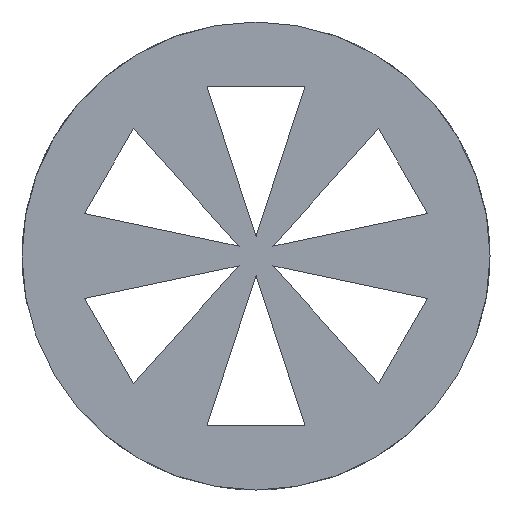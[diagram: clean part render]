
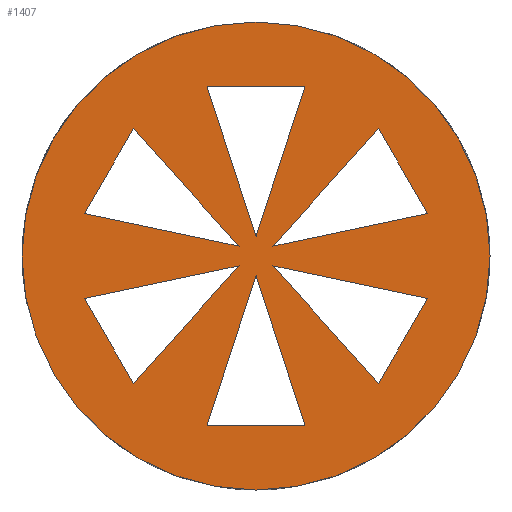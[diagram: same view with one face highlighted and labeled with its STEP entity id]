
A CAD part, front view. The second image highlights one B-rep face of the part: STEP entity #1407.
In plain terms, the highlighted planar face has unit normal (0, -1, 0).
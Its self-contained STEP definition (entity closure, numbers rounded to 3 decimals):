
#89=LINE('',#2455,#215);
#92=LINE('',#2461,#218);
#95=LINE('',#2465,#221);
#98=LINE('',#2473,#224);
#101=LINE('',#2479,#227);
#104=LINE('',#2483,#230);
#107=LINE('',#2491,#233);
#110=LINE('',#2497,#236);
#113=LINE('',#2501,#239);
#116=LINE('',#2509,#242);
#119=LINE('',#2515,#245);
#122=LINE('',#2519,#248);
#125=LINE('',#2527,#251);
#128=LINE('',#2533,#254);
#131=LINE('',#2537,#257);
#134=LINE('',#2545,#260);
#137=LINE('',#2551,#263);
#140=LINE('',#2555,#266);
#215=VECTOR('',#1852,10.);
#218=VECTOR('',#1857,10.);
#221=VECTOR('',#1862,10.);
#224=VECTOR('',#1867,10.);
#227=VECTOR('',#1872,10.);
#230=VECTOR('',#1877,10.);
#233=VECTOR('',#1882,10.);
#236=VECTOR('',#1887,10.);
#239=VECTOR('',#1892,10.);
#242=VECTOR('',#1897,10.);
#245=VECTOR('',#1902,10.);
#248=VECTOR('',#1907,10.);
#251=VECTOR('',#1912,10.);
#254=VECTOR('',#1917,10.);
#257=VECTOR('',#1922,10.);
#260=VECTOR('',#1927,10.);
#263=VECTOR('',#1932,10.);
#266=VECTOR('',#1937,10.);
#322=PLANE('',#1552);
#344=FACE_BOUND('',#512,.T.);
#345=FACE_BOUND('',#513,.T.);
#346=FACE_BOUND('',#514,.T.);
#347=FACE_BOUND('',#515,.T.);
#348=FACE_BOUND('',#516,.T.);
#349=FACE_BOUND('',#517,.T.);
#426=FACE_OUTER_BOUND('',#511,.T.);
#511=EDGE_LOOP('',(#1315));
#512=EDGE_LOOP('',(#1316,#1317,#1318));
#513=EDGE_LOOP('',(#1319,#1320,#1321));
#514=EDGE_LOOP('',(#1322,#1323,#1324));
#515=EDGE_LOOP('',(#1325,#1326,#1327));
#516=EDGE_LOOP('',(#1328,#1329,#1330));
#517=EDGE_LOOP('',(#1331,#1332,#1333));
#556=CIRCLE('',#1483,45.5);
#632=VERTEX_POINT('',#2253);
#690=VERTEX_POINT('',#2452);
#691=VERTEX_POINT('',#2454);
#693=VERTEX_POINT('',#2460);
#696=VERTEX_POINT('',#2470);
#697=VERTEX_POINT('',#2472);
#699=VERTEX_POINT('',#2478);
#702=VERTEX_POINT('',#2488);
#703=VERTEX_POINT('',#2490);
#705=VERTEX_POINT('',#2496);
#708=VERTEX_POINT('',#2506);
#709=VERTEX_POINT('',#2508);
#711=VERTEX_POINT('',#2514);
#714=VERTEX_POINT('',#2524);
#715=VERTEX_POINT('',#2526);
#717=VERTEX_POINT('',#2532);
#720=VERTEX_POINT('',#2542);
#721=VERTEX_POINT('',#2544);
#723=VERTEX_POINT('',#2550);
#790=EDGE_CURVE('',#632,#632,#556,.T.);
#876=EDGE_CURVE('',#691,#690,#89,.T.);
#879=EDGE_CURVE('',#693,#691,#92,.T.);
#882=EDGE_CURVE('',#690,#693,#95,.T.);
#885=EDGE_CURVE('',#697,#696,#98,.T.);
#888=EDGE_CURVE('',#699,#697,#101,.T.);
#891=EDGE_CURVE('',#696,#699,#104,.T.);
#894=EDGE_CURVE('',#703,#702,#107,.T.);
#897=EDGE_CURVE('',#705,#703,#110,.T.);
#900=EDGE_CURVE('',#702,#705,#113,.T.);
#903=EDGE_CURVE('',#709,#708,#116,.T.);
#906=EDGE_CURVE('',#711,#709,#119,.T.);
#909=EDGE_CURVE('',#708,#711,#122,.T.);
#912=EDGE_CURVE('',#715,#714,#125,.T.);
#915=EDGE_CURVE('',#717,#715,#128,.T.);
#918=EDGE_CURVE('',#714,#717,#131,.T.);
#921=EDGE_CURVE('',#721,#720,#134,.T.);
#924=EDGE_CURVE('',#723,#721,#137,.T.);
#927=EDGE_CURVE('',#720,#723,#140,.T.);
#1315=ORIENTED_EDGE('',*,*,#790,.T.);
#1316=ORIENTED_EDGE('',*,*,#876,.T.);
#1317=ORIENTED_EDGE('',*,*,#882,.T.);
#1318=ORIENTED_EDGE('',*,*,#879,.T.);
#1319=ORIENTED_EDGE('',*,*,#885,.T.);
#1320=ORIENTED_EDGE('',*,*,#891,.T.);
#1321=ORIENTED_EDGE('',*,*,#888,.T.);
#1322=ORIENTED_EDGE('',*,*,#894,.T.);
#1323=ORIENTED_EDGE('',*,*,#900,.T.);
#1324=ORIENTED_EDGE('',*,*,#897,.T.);
#1325=ORIENTED_EDGE('',*,*,#903,.T.);
#1326=ORIENTED_EDGE('',*,*,#909,.T.);
#1327=ORIENTED_EDGE('',*,*,#906,.T.);
#1328=ORIENTED_EDGE('',*,*,#912,.T.);
#1329=ORIENTED_EDGE('',*,*,#918,.T.);
#1330=ORIENTED_EDGE('',*,*,#915,.T.);
#1331=ORIENTED_EDGE('',*,*,#921,.T.);
#1332=ORIENTED_EDGE('',*,*,#927,.T.);
#1333=ORIENTED_EDGE('',*,*,#924,.T.);
#1407=ADVANCED_FACE('',(#426,#344,#345,#346,#347,#348,#349),#322,.T.);
#1483=AXIS2_PLACEMENT_3D('',#2254,#1696,#1697);
#1552=AXIS2_PLACEMENT_3D('',#2557,#1940,#1941);
#1696=DIRECTION('center_axis',(0.,-1.,0.));
#1697=DIRECTION('ref_axis',(1.,0.,0.));
#1852=DIRECTION('',(0.5,0.,-0.866));
#1857=DIRECTION('',(0.668,0.,0.744));
#1862=DIRECTION('',(-0.978,0.,-0.207));
#1867=DIRECTION('',(-0.5,0.,-0.866));
#1872=DIRECTION('',(0.978,0.,-0.207));
#1877=DIRECTION('',(-0.668,0.,0.744));
#1882=DIRECTION('',(-1.,0.,0.));
#1887=DIRECTION('',(0.31,0.,-0.951));
#1892=DIRECTION('',(0.31,0.,0.951));
#1897=DIRECTION('',(-0.5,0.,0.866));
#1902=DIRECTION('',(-0.668,0.,-0.744));
#1907=DIRECTION('',(0.978,0.,0.207));
#1912=DIRECTION('',(0.5,0.,0.866));
#1917=DIRECTION('',(-0.978,0.,0.207));
#1922=DIRECTION('',(0.668,0.,-0.744));
#1927=DIRECTION('',(1.,0.,0.));
#1932=DIRECTION('',(-0.31,0.,0.951));
#1937=DIRECTION('',(-0.31,0.,-0.951));
#1940=DIRECTION('center_axis',(0.,-1.,0.));
#1941=DIRECTION('ref_axis',(0.,0.,-1.));
#2253=CARTESIAN_POINT('',(45.5,-81.2,0.));
#2254=CARTESIAN_POINT('Origin',(0.,-81.2,0.));
#2452=CARTESIAN_POINT('',(33.359,-81.2,8.261));
#2454=CARTESIAN_POINT('',(23.834,-81.2,24.759));
#2455=CARTESIAN_POINT('',(26.215,-81.2,20.634));
#2460=CARTESIAN_POINT('',(3.3,-81.2,1.905));
#2461=CARTESIAN_POINT('',(2.089,-81.2,0.558));
#2465=CARTESIAN_POINT('',(16.557,-81.2,4.708));
#2470=CARTESIAN_POINT('',(23.834,-81.2,-24.759));
#2472=CARTESIAN_POINT('',(33.359,-81.2,-8.261));
#2473=CARTESIAN_POINT('',(30.977,-81.2,-12.386));
#2478=CARTESIAN_POINT('',(3.3,-81.2,-1.905));
#2479=CARTESIAN_POINT('',(1.528,-81.2,-1.53));
#2483=CARTESIAN_POINT('',(12.356,-81.2,-11.985));
#2488=CARTESIAN_POINT('',(-9.525,-81.2,-33.02));
#2490=CARTESIAN_POINT('',(9.525,-81.2,-33.02));
#2491=CARTESIAN_POINT('',(4.762,-81.2,-33.02));
#2496=CARTESIAN_POINT('',(0.,-81.2,-3.81));
#2497=CARTESIAN_POINT('',(-0.561,-81.2,-2.088));
#2501=CARTESIAN_POINT('',(-4.201,-81.2,-16.693));
#2506=CARTESIAN_POINT('',(-33.359,-81.2,-8.261));
#2508=CARTESIAN_POINT('',(-23.834,-81.2,-24.759));
#2509=CARTESIAN_POINT('',(-26.215,-81.2,-20.634));
#2514=CARTESIAN_POINT('',(-3.3,-81.2,-1.905));
#2515=CARTESIAN_POINT('',(-2.089,-81.2,-0.558));
#2519=CARTESIAN_POINT('',(-16.557,-81.2,-4.708));
#2524=CARTESIAN_POINT('',(-23.834,-81.2,24.759));
#2526=CARTESIAN_POINT('',(-33.359,-81.2,8.261));
#2527=CARTESIAN_POINT('',(-30.977,-81.2,12.386));
#2532=CARTESIAN_POINT('',(-3.3,-81.2,1.905));
#2533=CARTESIAN_POINT('',(-1.528,-81.2,1.53));
#2537=CARTESIAN_POINT('',(-12.356,-81.2,11.985));
#2542=CARTESIAN_POINT('',(9.525,-81.2,33.02));
#2544=CARTESIAN_POINT('',(-9.525,-81.2,33.02));
#2545=CARTESIAN_POINT('',(-4.763,-81.2,33.02));
#2550=CARTESIAN_POINT('',(0.,-81.2,3.81));
#2551=CARTESIAN_POINT('',(0.561,-81.2,2.088));
#2555=CARTESIAN_POINT('',(4.201,-81.2,16.693));
#2557=CARTESIAN_POINT('Origin',(0.,-81.2,0.));
